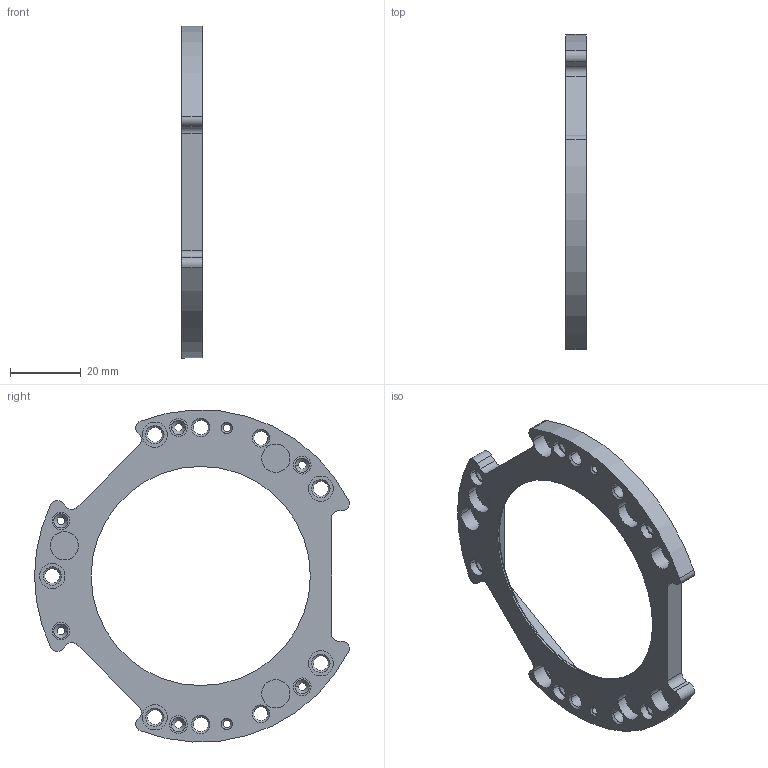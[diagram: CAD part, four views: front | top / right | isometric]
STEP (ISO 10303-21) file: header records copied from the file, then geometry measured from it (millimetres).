
FILE_DESCRIPTION((''),'2;1');
FILE_NAME('TDC_NECK_BPOO','2021-11-18T11:22:48',('rein_je'),(''),'CREO PARAMETRIC BY PTC INC, 2019471','CREO PARAMETRIC BY PTC INC, 2019471','');
FILE_SCHEMA(('AUTOMOTIVE_DESIGN { 1 0 10303 214 1 1 1 1 }'));
Length unit declared in the file: millimetre
Products named in the file (1): TDC_NECK_BPOO
Bounding box: 5.7 x 89.06 x 93.9 mm (x, y, z)
Volume: 11433.3 mm3; surface area: 10469.6 mm2
Topology: 1 solids, 1 shells, 153 faces, 503 edges, 406 vertices
Faces by surface type: cylinder 85, cone 34, plane 32, torus 2
Entity records: 8272 total; most frequent: DIRECTION 1079, CARTESIAN_POINT 898, ORIENTED_EDGE 744, PRESENTATION_STYLE_ASSIGNMENT 695, STYLED_ITEM 695, CURVE_STYLE 541, AXIS2_PLACEMENT_3D 419, EDGE_CURVE 372
